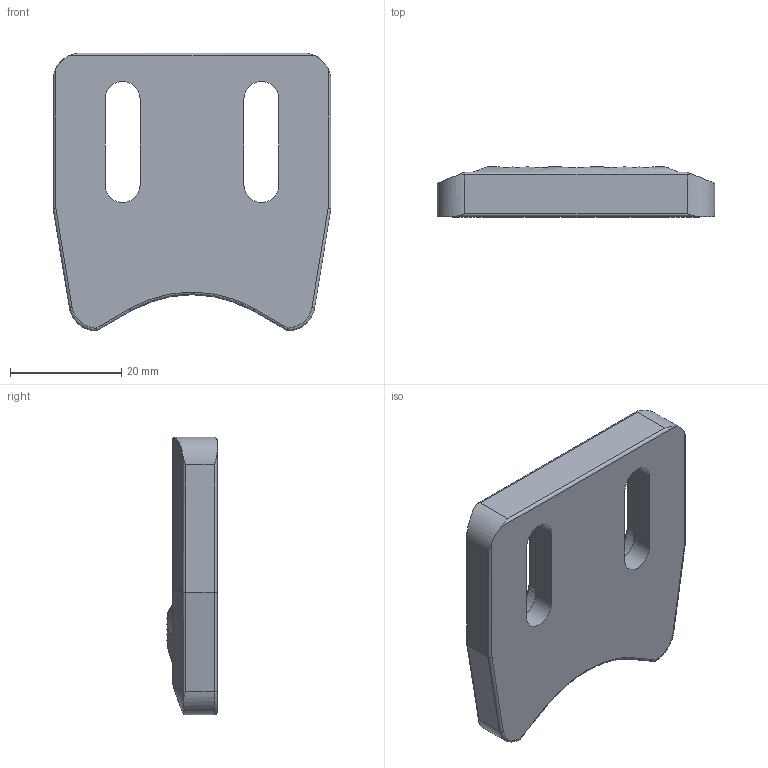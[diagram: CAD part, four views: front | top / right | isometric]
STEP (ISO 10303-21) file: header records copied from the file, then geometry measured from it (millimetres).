
FILE_DESCRIPTION (( 'STEP AP214' ), '1' );
FILE_NAME ('500243', '2019-02-01T14:36:26', ( '' ), ('JUGARD+KÜNSTNER GmbH'), 'SwSTEP 2.0', 'SolidWorks 2017', '' );
FILE_SCHEMA (( 'AUTOMOTIVE_DESIGN' ));
Length unit declared in the file: millimetre
Products named in the file (1): 500243_CNAJF00
Bounding box: 50 x 9 x 50 mm (x, y, z)
Volume: 14478.3 mm3; surface area: 6137.8 mm2
Topology: 1 solids, 1 shells, 67 faces, 165 edges, 102 vertices
Faces by surface type: cylinder 29, plane 26, bspline 8, cone 4
Entity records: 2740 total; most frequent: CARTESIAN_POINT 1201, ORIENTED_EDGE 330, DIRECTION 287, EDGE_CURVE 165, VERTEX_POINT 102, AXIS2_PLACEMENT_3D 99, LINE 89, VECTOR 89
